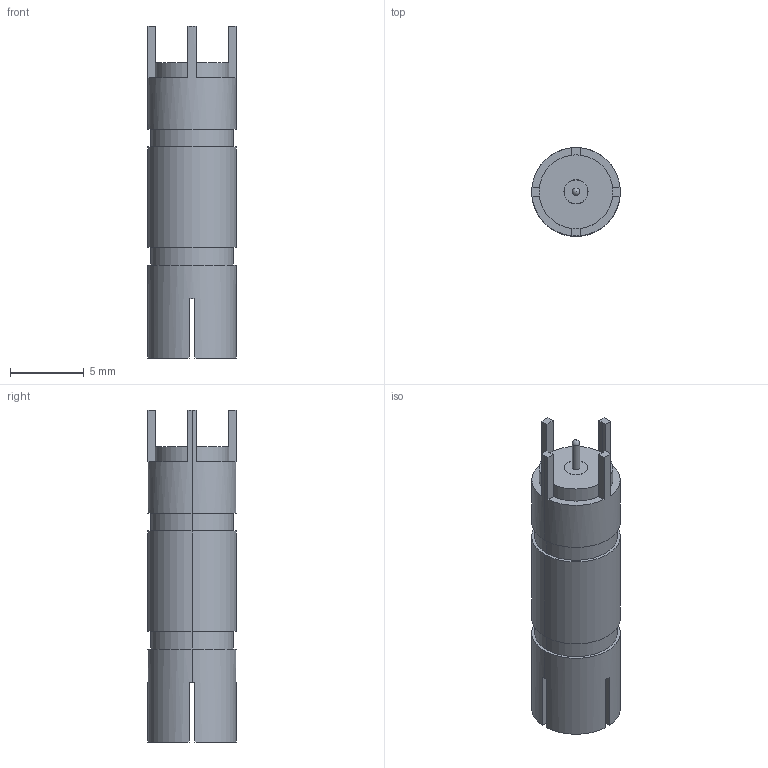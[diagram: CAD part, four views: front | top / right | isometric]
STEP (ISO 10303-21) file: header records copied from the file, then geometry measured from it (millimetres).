
FILE_DESCRIPTION (( 'STEP AP203' ), '1' );
FILE_NAME ('890-700-000.STEP', '2015-11-24T15:27:02', ( '' ), ( '' ), 'SwSTEP 2.0', 'SolidWorks 2015', '' );
FILE_SCHEMA (( 'CONFIG_CONTROL_DESIGN' ));
Length unit declared in the file: millimetre
Products named in the file (1): 890-700-000
Bounding box: 6 x 6 x 22.5 mm (x, y, z)
Volume: 291.6 mm3; surface area: 701.9 mm2
Topology: 1 solids, 1 shells, 74 faces, 186 edges, 119 vertices
Faces by surface type: plane 40, cylinder 27, cone 6, sphere 1
Entity records: 2278 total; most frequent: DIRECTION 415, CARTESIAN_POINT 373, ORIENTED_EDGE 362, EDGE_CURVE 181, AXIS2_PLACEMENT_3D 159, VERTEX_POINT 117, VECTOR 97, LINE 97
